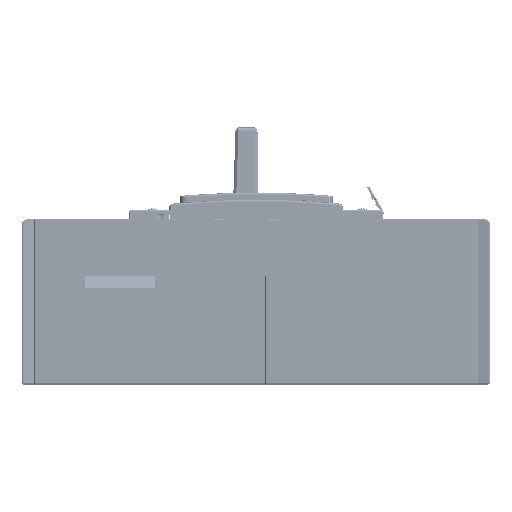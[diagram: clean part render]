
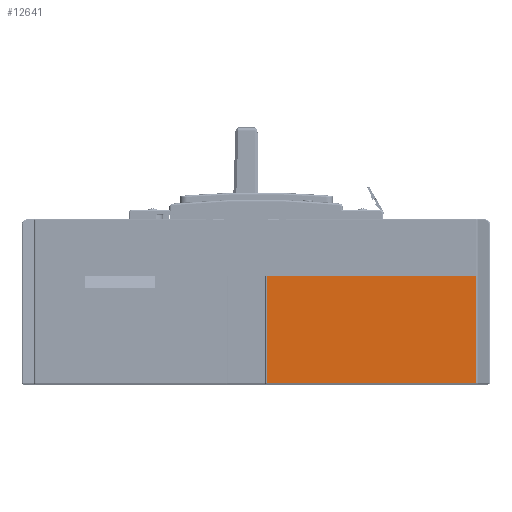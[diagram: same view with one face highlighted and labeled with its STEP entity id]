
A CAD part, front view. The second image highlights one B-rep face of the part: STEP entity #12641.
In plain terms, the highlighted planar face has unit normal (0, -1, 0).
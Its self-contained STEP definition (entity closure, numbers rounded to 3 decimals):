
#3158=PLANE('',#108881);
#7357=FACE_OUTER_BOUND('',#43766,.T.);
#12641=ADVANCED_FACE('',(#7357),#3158,.F.);
#23921=LINE('',#217489,#33822);
#23936=LINE('',#217535,#33837);
#23937=LINE('',#217537,#33838);
#23938=LINE('',#217539,#33839);
#33822=VECTOR('',#127869,1.);
#33837=VECTOR('',#127904,1.);
#33838=VECTOR('',#127905,1.);
#33839=VECTOR('',#127906,1.);
#43766=EDGE_LOOP('',(#62144,#62145,#62146,#62147));
#62144=ORIENTED_EDGE('',*,*,#94276,.F.);
#62145=ORIENTED_EDGE('',*,*,#94299,.T.);
#62146=ORIENTED_EDGE('',*,*,#94300,.T.);
#62147=ORIENTED_EDGE('',*,*,#94301,.F.);
#82037=VERTEX_POINT('',#217488);
#82038=VERTEX_POINT('',#217490);
#82059=VERTEX_POINT('',#217536);
#82060=VERTEX_POINT('',#217538);
#94276=EDGE_CURVE('',#82037,#82038,#23921,.T.);
#94299=EDGE_CURVE('',#82037,#82059,#23936,.T.);
#94300=EDGE_CURVE('',#82059,#82060,#23937,.T.);
#94301=EDGE_CURVE('',#82038,#82060,#23938,.T.);
#108881=AXIS2_PLACEMENT_3D('',#217540,#127907,#127908);
#127869=DIRECTION('',(1.,0.,0.));
#127904=DIRECTION('',(0.,0.,-1.));
#127905=DIRECTION('',(1.,0.,0.));
#127906=DIRECTION('',(0.,0.,-1.));
#127907=DIRECTION('',(0.,1.,0.));
#127908=DIRECTION('',(0.,0.,1.));
#217488=CARTESIAN_POINT('',(-10.811,-337.3,60.9));
#217489=CARTESIAN_POINT('',(120.239,-337.3,60.9));
#217490=CARTESIAN_POINT('',(112.739,-337.3,60.9));
#217535=CARTESIAN_POINT('',(-10.811,-337.3,61.2));
#217536=CARTESIAN_POINT('',(-10.811,-337.3,-2.1));
#217537=CARTESIAN_POINT('',(120.239,-337.3,-2.1));
#217538=CARTESIAN_POINT('',(112.739,-337.3,-2.1));
#217539=CARTESIAN_POINT('',(112.739,-337.3,61.2));
#217540=CARTESIAN_POINT('',(120.239,-337.3,60.9));
